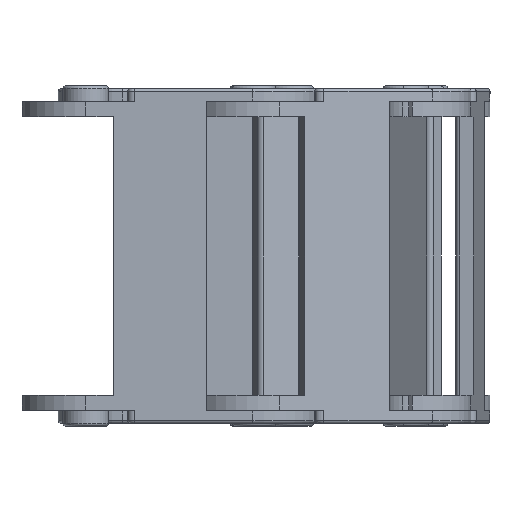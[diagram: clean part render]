
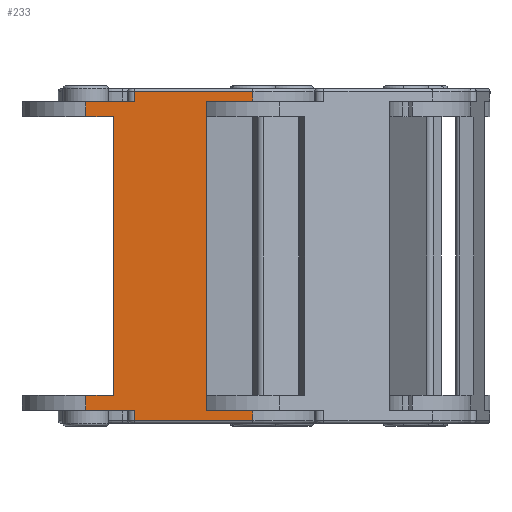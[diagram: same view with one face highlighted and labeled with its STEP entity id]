
A CAD part, front view. The second image highlights one B-rep face of the part: STEP entity #233.
In plain terms, the highlighted face is planar.
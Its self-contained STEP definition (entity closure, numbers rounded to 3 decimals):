
#9 = ORIENTED_EDGE ( 'NONE', *, *, #2770, .T. ) ;
#25 = VECTOR ( 'NONE', #801, 1000. ) ;
#28 = LINE ( 'NONE', #2125, #142 ) ;
#84 = VERTEX_POINT ( 'NONE', #752 ) ;
#119 = DIRECTION ( 'NONE',  ( 1., 0., 0. ) ) ;
#142 = VECTOR ( 'NONE', #2376, 1000. ) ;
#158 = CARTESIAN_POINT ( 'NONE',  ( 88.847, 7., -21.65 ) ) ;
#173 = ORIENTED_EDGE ( 'NONE', *, *, #214, .F. ) ;
#214 = EDGE_CURVE ( 'NONE', #2485, #861, #1330, .T. ) ;
#233 = ADVANCED_FACE ( 'NONE', ( #240 ), #2175, .F. ) ;
#240 = FACE_OUTER_BOUND ( 'NONE', #403, .T. ) ;
#241 = EDGE_CURVE ( 'NONE', #84, #861, #1646, .T. ) ;
#254 = LINE ( 'NONE', #2936, #2886 ) ;
#256 = EDGE_CURVE ( 'NONE', #2331, #2485, #852, .T. ) ;
#261 = VERTEX_POINT ( 'NONE', #1975 ) ;
#281 = ORIENTED_EDGE ( 'NONE', *, *, #1644, .T. ) ;
#301 = VERTEX_POINT ( 'NONE', #1789 ) ;
#346 = DIRECTION ( 'NONE',  ( 1., 0., 0. ) ) ;
#358 = LINE ( 'NONE', #829, #25 ) ;
#361 = LINE ( 'NONE', #1998, #503 ) ;
#403 = EDGE_LOOP ( 'NONE', ( #1522, #1903, #1999, #1301, #902, #9, #2136, #173, #2348, #281, #2706, #2878, #1154, #1637, #867, #1674 ) ) ;
#430 = VERTEX_POINT ( 'NONE', #1034 ) ;
#439 = CARTESIAN_POINT ( 'NONE',  ( 76.096, 7., -22.7 ) ) ;
#503 = VECTOR ( 'NONE', #849, 1000. ) ;
#519 = EDGE_CURVE ( 'NONE', #983, #2498, #816, .T. ) ;
#530 = DIRECTION ( 'NONE',  ( -1., 0., 0. ) ) ;
#585 = EDGE_CURVE ( 'NONE', #2751, #2772, #1211, .T. ) ;
#596 = CARTESIAN_POINT ( 'NONE',  ( 88.847, 7., 12.7 ) ) ;
#602 = DIRECTION ( 'NONE',  ( 0., 0., 1. ) ) ;
#607 = EDGE_CURVE ( 'NONE', #2934, #2772, #1433, .T. ) ;
#629 = VERTEX_POINT ( 'NONE', #918 ) ;
#647 = CARTESIAN_POINT ( 'NONE',  ( 83.847, 7., 11.65 ) ) ;
#696 = CARTESIAN_POINT ( 'NONE',  ( 76.096, 7., 11.6 ) ) ;
#752 = CARTESIAN_POINT ( 'NONE',  ( 88.847, 7., 12.7 ) ) ;
#794 = CARTESIAN_POINT ( 'NONE',  ( 70.847, 7., 3. ) ) ;
#799 = EDGE_CURVE ( 'NONE', #2934, #261, #1984, .T. ) ;
#801 = DIRECTION ( 'NONE',  ( 0., 0., 1. ) ) ;
#805 = CARTESIAN_POINT ( 'NONE',  ( 88.847, 7., 11.65 ) ) ;
#813 = DIRECTION ( 'NONE',  ( 0., 0., -1. ) ) ;
#816 = LINE ( 'NONE', #1099, #1248 ) ;
#822 = VERTEX_POINT ( 'NONE', #2805 ) ;
#828 = CARTESIAN_POINT ( 'NONE',  ( 70.847, 7., 13. ) ) ;
#829 = CARTESIAN_POINT ( 'NONE',  ( 76.096, 7., 13. ) ) ;
#847 = DIRECTION ( 'NONE',  ( 0., 0., -1. ) ) ;
#849 = DIRECTION ( 'NONE',  ( 0., 0., 1. ) ) ;
#852 = LINE ( 'NONE', #2193, #2873 ) ;
#857 = EDGE_CURVE ( 'NONE', #1807, #822, #907, .T. ) ;
#861 = VERTEX_POINT ( 'NONE', #1968 ) ;
#867 = ORIENTED_EDGE ( 'NONE', *, *, #2333, .T. ) ;
#872 = VECTOR ( 'NONE', #2647, 1000. ) ;
#890 = LINE ( 'NONE', #596, #1441 ) ;
#902 = ORIENTED_EDGE ( 'NONE', *, *, #2742, .T. ) ;
#907 = LINE ( 'NONE', #1718, #872 ) ;
#909 = DIRECTION ( 'NONE',  ( 0., 0., -1. ) ) ;
#918 = CARTESIAN_POINT ( 'NONE',  ( 73.847, 7., -20. ) ) ;
#922 = VECTOR ( 'NONE', #2978, 1000. ) ;
#983 = VERTEX_POINT ( 'NONE', #696 ) ;
#1034 = CARTESIAN_POINT ( 'NONE',  ( 70.847, 7., -20. ) ) ;
#1072 = LINE ( 'NONE', #2702, #1974 ) ;
#1085 = LINE ( 'NONE', #828, #2668 ) ;
#1099 = CARTESIAN_POINT ( 'NONE',  ( 70.847, 7., 11.6 ) ) ;
#1117 = DIRECTION ( 'NONE',  ( -1., 0., 0. ) ) ;
#1154 = ORIENTED_EDGE ( 'NONE', *, *, #607, .F. ) ;
#1157 = VECTOR ( 'NONE', #119, 1000. ) ;
#1203 = CARTESIAN_POINT ( 'NONE',  ( 70.847, 7., -21.6 ) ) ;
#1211 = LINE ( 'NONE', #439, #922 ) ;
#1227 = EDGE_CURVE ( 'NONE', #2498, #822, #1085, .T. ) ;
#1248 = VECTOR ( 'NONE', #1117, 1000. ) ;
#1260 = DIRECTION ( 'NONE',  ( 1., 0., 0. ) ) ;
#1272 = AXIS2_PLACEMENT_3D ( 'NONE', #794, #2407, #1260 ) ;
#1301 = ORIENTED_EDGE ( 'NONE', *, *, #519, .F. ) ;
#1330 = LINE ( 'NONE', #805, #1790 ) ;
#1368 = CARTESIAN_POINT ( 'NONE',  ( 70.847, 7., 11.6 ) ) ;
#1433 = LINE ( 'NONE', #1614, #2722 ) ;
#1441 = VECTOR ( 'NONE', #2669, 1000. ) ;
#1507 = CARTESIAN_POINT ( 'NONE',  ( 76.096, 7., -22.7 ) ) ;
#1513 = CARTESIAN_POINT ( 'NONE',  ( 73.847, 7., 10. ) ) ;
#1522 = ORIENTED_EDGE ( 'NONE', *, *, #2391, .F. ) ;
#1572 = DIRECTION ( 'NONE',  ( 0., 0., -1. ) ) ;
#1614 = CARTESIAN_POINT ( 'NONE',  ( 76.096, 7., -23. ) ) ;
#1637 = ORIENTED_EDGE ( 'NONE', *, *, #799, .T. ) ;
#1644 = EDGE_CURVE ( 'NONE', #2331, #2415, #1841, .T. ) ;
#1646 = LINE ( 'NONE', #2879, #2320 ) ;
#1674 = ORIENTED_EDGE ( 'NONE', *, *, #2100, .F. ) ;
#1718 = CARTESIAN_POINT ( 'NONE',  ( 70.847, 7., 10. ) ) ;
#1744 = DIRECTION ( 'NONE',  ( 0., 0., 1. ) ) ;
#1781 = CARTESIAN_POINT ( 'NONE',  ( 83.847, 7., -21.65 ) ) ;
#1789 = CARTESIAN_POINT ( 'NONE',  ( 76.096, 7., 12.7 ) ) ;
#1790 = VECTOR ( 'NONE', #346, 1000. ) ;
#1807 = VERTEX_POINT ( 'NONE', #1513 ) ;
#1841 = LINE ( 'NONE', #2409, #1157 ) ;
#1843 = EDGE_CURVE ( 'NONE', #2751, #2415, #254, .T. ) ;
#1903 = ORIENTED_EDGE ( 'NONE', *, *, #857, .T. ) ;
#1968 = CARTESIAN_POINT ( 'NONE',  ( 88.847, 7., 11.65 ) ) ;
#1974 = VECTOR ( 'NONE', #1572, 1000. ) ;
#1975 = CARTESIAN_POINT ( 'NONE',  ( 70.847, 7., -21.6 ) ) ;
#1984 = LINE ( 'NONE', #1203, #2127 ) ;
#1998 = CARTESIAN_POINT ( 'NONE',  ( 70.847, 7., -23. ) ) ;
#1999 = ORIENTED_EDGE ( 'NONE', *, *, #1227, .F. ) ;
#2019 = CARTESIAN_POINT ( 'NONE',  ( 76.096, 7., -21.6 ) ) ;
#2100 = EDGE_CURVE ( 'NONE', #629, #430, #28, .T. ) ;
#2125 = CARTESIAN_POINT ( 'NONE',  ( 70.847, 7., -20. ) ) ;
#2127 = VECTOR ( 'NONE', #530, 1000. ) ;
#2136 = ORIENTED_EDGE ( 'NONE', *, *, #241, .T. ) ;
#2175 = PLANE ( 'NONE',  #1272 ) ;
#2187 = CARTESIAN_POINT ( 'NONE',  ( 88.847, 7., -22.7 ) ) ;
#2193 = CARTESIAN_POINT ( 'NONE',  ( 83.847, 7., -21.65 ) ) ;
#2320 = VECTOR ( 'NONE', #813, 1000. ) ;
#2331 = VERTEX_POINT ( 'NONE', #1781 ) ;
#2333 = EDGE_CURVE ( 'NONE', #261, #430, #361, .T. ) ;
#2348 = ORIENTED_EDGE ( 'NONE', *, *, #256, .F. ) ;
#2376 = DIRECTION ( 'NONE',  ( -1., 0., 0. ) ) ;
#2391 = EDGE_CURVE ( 'NONE', #1807, #629, #1072, .T. ) ;
#2407 = DIRECTION ( 'NONE',  ( 0., -1., 0. ) ) ;
#2409 = CARTESIAN_POINT ( 'NONE',  ( 88.847, 7., -21.65 ) ) ;
#2415 = VERTEX_POINT ( 'NONE', #158 ) ;
#2485 = VERTEX_POINT ( 'NONE', #647 ) ;
#2498 = VERTEX_POINT ( 'NONE', #1368 ) ;
#2647 = DIRECTION ( 'NONE',  ( -1., 0., 0. ) ) ;
#2668 = VECTOR ( 'NONE', #847, 1000. ) ;
#2669 = DIRECTION ( 'NONE',  ( 1., 0., 0. ) ) ;
#2702 = CARTESIAN_POINT ( 'NONE',  ( 73.847, 7., -20. ) ) ;
#2706 = ORIENTED_EDGE ( 'NONE', *, *, #1843, .F. ) ;
#2722 = VECTOR ( 'NONE', #909, 1000. ) ;
#2742 = EDGE_CURVE ( 'NONE', #983, #301, #358, .T. ) ;
#2751 = VERTEX_POINT ( 'NONE', #2187 ) ;
#2770 = EDGE_CURVE ( 'NONE', #301, #84, #890, .T. ) ;
#2772 = VERTEX_POINT ( 'NONE', #1507 ) ;
#2805 = CARTESIAN_POINT ( 'NONE',  ( 70.847, 7., 10. ) ) ;
#2873 = VECTOR ( 'NONE', #1744, 1000. ) ;
#2878 = ORIENTED_EDGE ( 'NONE', *, *, #585, .T. ) ;
#2879 = CARTESIAN_POINT ( 'NONE',  ( 88.847, 7., 13. ) ) ;
#2886 = VECTOR ( 'NONE', #602, 1000. ) ;
#2934 = VERTEX_POINT ( 'NONE', #2019 ) ;
#2936 = CARTESIAN_POINT ( 'NONE',  ( 88.847, 7., -23. ) ) ;
#2978 = DIRECTION ( 'NONE',  ( -1., 0., 0. ) ) ;
